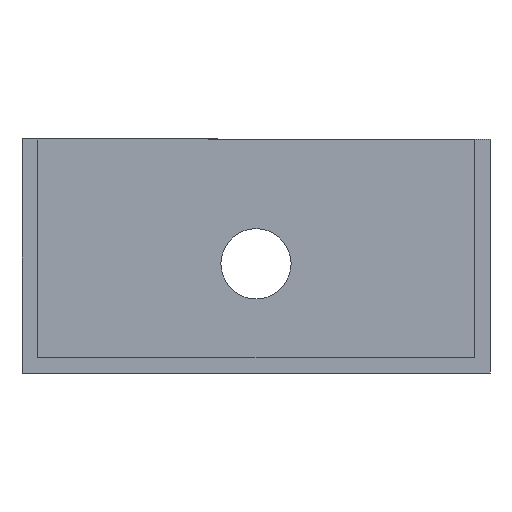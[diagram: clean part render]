
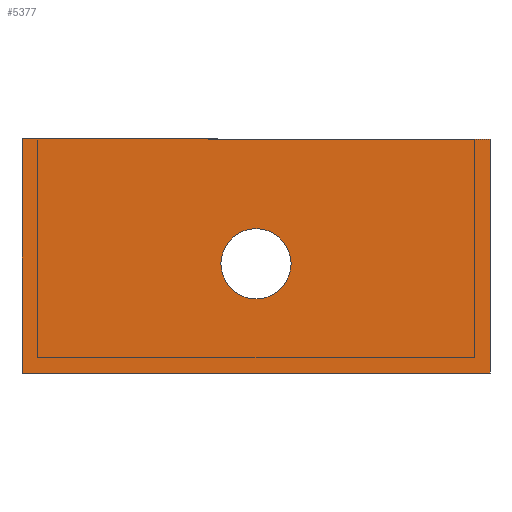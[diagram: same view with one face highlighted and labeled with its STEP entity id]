
A CAD part, left-side view. The second image highlights one B-rep face of the part: STEP entity #5377.
In plain terms, the highlighted planar face has unit normal (-1, 0, 0).
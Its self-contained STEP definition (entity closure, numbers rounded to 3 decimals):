
#59 = VECTOR ( 'NONE', #2324, 1000. ) ;
#251 = DIRECTION ( 'NONE',  ( 0., -1., 0. ) ) ;
#257 = EDGE_LOOP ( 'NONE', ( #763, #324, #971, #5807 ) ) ;
#324 = ORIENTED_EDGE ( 'NONE', *, *, #1962, .F. ) ;
#345 = CARTESIAN_POINT ( 'NONE',  ( -260., 30., -2. ) ) ;
#352 = CARTESIAN_POINT ( 'NONE',  ( -260., -30., -2. ) ) ;
#433 = DIRECTION ( 'NONE',  ( 0., 0., 1. ) ) ;
#489 = VERTEX_POINT ( 'NONE', #345 ) ;
#570 = LINE ( 'NONE', #4308, #3776 ) ;
#575 = DIRECTION ( 'NONE',  ( 0., -1., 0. ) ) ;
#584 = PLANE ( 'NONE',  #2775 ) ;
#590 = CARTESIAN_POINT ( 'NONE',  ( -260., -30., 1. ) ) ;
#604 = DIRECTION ( 'NONE',  ( -1., 0., 0. ) ) ;
#723 = CARTESIAN_POINT ( 'NONE',  ( -260., -4.5, 12. ) ) ;
#753 = AXIS2_PLACEMENT_3D ( 'NONE', #2547, #2467, #4044 ) ;
#763 = ORIENTED_EDGE ( 'NONE', *, *, #2799, .T. ) ;
#971 = ORIENTED_EDGE ( 'NONE', *, *, #1837, .T. ) ;
#1147 = VECTOR ( 'NONE', #251, 1000. ) ;
#1251 = AXIS2_PLACEMENT_3D ( 'NONE', #1596, #1622, #1645 ) ;
#1293 = LINE ( 'NONE', #2270, #5692 ) ;
#1596 = CARTESIAN_POINT ( 'NONE',  ( -260., 0., 12. ) ) ;
#1622 = DIRECTION ( 'NONE',  ( -1., 0., 0. ) ) ;
#1645 = DIRECTION ( 'NONE',  ( 0., -1., 0. ) ) ;
#1837 = EDGE_CURVE ( 'NONE', #489, #3054, #4349, .T. ) ;
#1918 = EDGE_CURVE ( 'NONE', #4934, #2491, #4457, .T. ) ;
#1962 = EDGE_CURVE ( 'NONE', #489, #4581, #3942, .T. ) ;
#2270 = CARTESIAN_POINT ( 'NONE',  ( -260., -30., 28. ) ) ;
#2305 = CARTESIAN_POINT ( 'NONE',  ( -260., 30., 1. ) ) ;
#2324 = DIRECTION ( 'NONE',  ( 0., 0., 1. ) ) ;
#2383 = EDGE_LOOP ( 'NONE', ( #2606, #3528 ) ) ;
#2467 = DIRECTION ( 'NONE',  ( -1., 0., 0. ) ) ;
#2491 = VERTEX_POINT ( 'NONE', #723 ) ;
#2547 = CARTESIAN_POINT ( 'NONE',  ( -260., 0., 12. ) ) ;
#2606 = ORIENTED_EDGE ( 'NONE', *, *, #3409, .F. ) ;
#2775 = AXIS2_PLACEMENT_3D ( 'NONE', #590, #604, #575 ) ;
#2799 = EDGE_CURVE ( 'NONE', #4047, #4581, #1293, .T. ) ;
#2834 = EDGE_CURVE ( 'NONE', #3054, #4047, #570, .T. ) ;
#3054 = VERTEX_POINT ( 'NONE', #5091 ) ;
#3159 = CARTESIAN_POINT ( 'NONE',  ( -260., 4.5, 12. ) ) ;
#3291 = FACE_BOUND ( 'NONE', #2383, .T. ) ;
#3304 = FACE_OUTER_BOUND ( 'NONE', #257, .T. ) ;
#3409 = EDGE_CURVE ( 'NONE', #2491, #4934, #5699, .T. ) ;
#3528 = ORIENTED_EDGE ( 'NONE', *, *, #1918, .F. ) ;
#3776 = VECTOR ( 'NONE', #433, 1000. ) ;
#3942 = LINE ( 'NONE', #2305, #59 ) ;
#4044 = DIRECTION ( 'NONE',  ( 0., -1., 0. ) ) ;
#4047 = VERTEX_POINT ( 'NONE', #5667 ) ;
#4154 = CARTESIAN_POINT ( 'NONE',  ( -260., 30., 28. ) ) ;
#4308 = CARTESIAN_POINT ( 'NONE',  ( -260., -30., 1. ) ) ;
#4349 = LINE ( 'NONE', #352, #1147 ) ;
#4430 = DIRECTION ( 'NONE',  ( 0., 1., 0. ) ) ;
#4457 = CIRCLE ( 'NONE', #1251, 4.5 ) ;
#4581 = VERTEX_POINT ( 'NONE', #4154 ) ;
#4934 = VERTEX_POINT ( 'NONE', #3159 ) ;
#5091 = CARTESIAN_POINT ( 'NONE',  ( -260., -30., -2. ) ) ;
#5377 = ADVANCED_FACE ( 'NONE', ( #3304, #3291 ), #584, .T. ) ;
#5667 = CARTESIAN_POINT ( 'NONE',  ( -260., -30., 28. ) ) ;
#5692 = VECTOR ( 'NONE', #4430, 1000. ) ;
#5699 = CIRCLE ( 'NONE', #753, 4.5 ) ;
#5807 = ORIENTED_EDGE ( 'NONE', *, *, #2834, .T. ) ;
